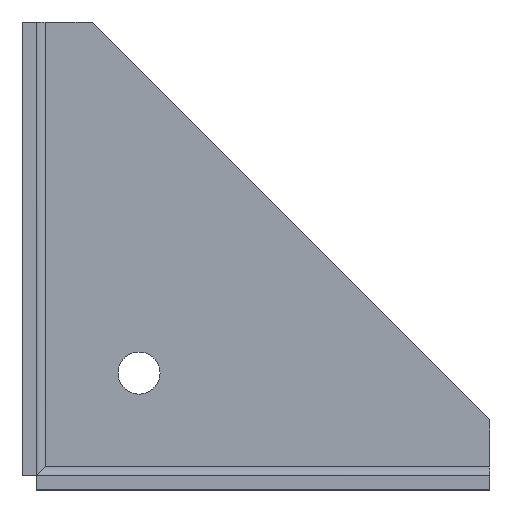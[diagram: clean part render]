
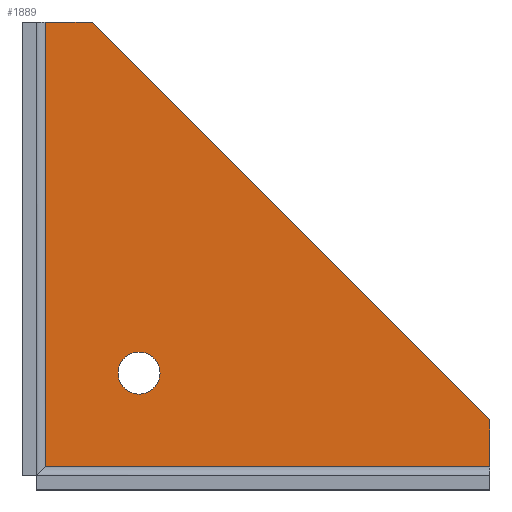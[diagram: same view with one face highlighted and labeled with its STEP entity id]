
A CAD part, top view. The second image highlights one B-rep face of the part: STEP entity #1889.
In plain terms, the highlighted planar face has unit normal (0, 0, 1).
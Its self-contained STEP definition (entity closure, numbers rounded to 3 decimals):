
#41 = AXIS2_PLACEMENT_3D ( 'NONE', #1594, #1476, #1519 ) ;
#109 = EDGE_CURVE ( 'NONE', #569, #453, #2528, .T. ) ;
#117 = CARTESIAN_POINT ( 'NONE',  ( 15., 100., 3. ) ) ;
#122 = DIRECTION ( 'NONE',  ( 1., 0., 0. ) ) ;
#139 = CARTESIAN_POINT ( 'NONE',  ( 0., 100., 3. ) ) ;
#152 = DIRECTION ( 'NONE',  ( 0., 0., -1. ) ) ;
#155 = CARTESIAN_POINT ( 'NONE',  ( 25., 25., 3. ) ) ;
#246 = EDGE_LOOP ( 'NONE', ( #448, #439 ) ) ;
#412 = VERTEX_POINT ( 'NONE', #2143 ) ;
#439 = ORIENTED_EDGE ( 'NONE', *, *, #669, .T. ) ;
#448 = ORIENTED_EDGE ( 'NONE', *, *, #109, .T. ) ;
#453 = VERTEX_POINT ( 'NONE', #1706 ) ;
#491 = ORIENTED_EDGE ( 'NONE', *, *, #764, .T. ) ;
#498 = ORIENTED_EDGE ( 'NONE', *, *, #597, .F. ) ;
#536 = ORIENTED_EDGE ( 'NONE', *, *, #859, .T. ) ;
#569 = VERTEX_POINT ( 'NONE', #2072 ) ;
#597 = EDGE_CURVE ( 'NONE', #774, #412, #2439, .T. ) ;
#656 = ORIENTED_EDGE ( 'NONE', *, *, #770, .T. ) ;
#669 = EDGE_CURVE ( 'NONE', #453, #569, #2235, .T. ) ;
#764 = EDGE_CURVE ( 'NONE', #1676, #412, #2135, .T. ) ;
#767 = EDGE_CURVE ( 'NONE', #1916, #774, #2126, .T. ) ;
#770 = EDGE_CURVE ( 'NONE', #1916, #939, #2119, .T. ) ;
#774 = VERTEX_POINT ( 'NONE', #1649 ) ;
#859 = EDGE_CURVE ( 'NONE', #939, #1676, #1990, .T. ) ;
#872 = AXIS2_PLACEMENT_3D ( 'NONE', #2328, #2326, #2317 ) ;
#923 = AXIS2_PLACEMENT_3D ( 'NONE', #155, #152, #122 ) ;
#939 = VERTEX_POINT ( 'NONE', #1213 ) ;
#1213 = CARTESIAN_POINT ( 'NONE',  ( 100., 15., 3. ) ) ;
#1288 = CARTESIAN_POINT ( 'NONE',  ( 15., 100., 3. ) ) ;
#1306 = CARTESIAN_POINT ( 'NONE',  ( 100., 5., 3. ) ) ;
#1328 = DIRECTION ( 'NONE',  ( -0.707, 0.707, 0. ) ) ;
#1353 = FACE_OUTER_BOUND ( 'NONE', #2187, .T. ) ;
#1362 = FACE_BOUND ( 'NONE', #246, .T. ) ;
#1476 = DIRECTION ( 'NONE',  ( 0., 0., -1. ) ) ;
#1519 = DIRECTION ( 'NONE',  ( -1., 0., 0. ) ) ;
#1562 = PLANE ( 'NONE',  #41 ) ;
#1594 = CARTESIAN_POINT ( 'NONE',  ( 0., 100., 3. ) ) ;
#1644 = DIRECTION ( 'NONE',  ( 0., 1., 0. ) ) ;
#1649 = CARTESIAN_POINT ( 'NONE',  ( 5., 5., 3. ) ) ;
#1676 = VERTEX_POINT ( 'NONE', #117 ) ;
#1683 = CARTESIAN_POINT ( 'NONE',  ( 100., 0., 3. ) ) ;
#1689 = DIRECTION ( 'NONE',  ( -1., 0., 0. ) ) ;
#1706 = CARTESIAN_POINT ( 'NONE',  ( 20.5, 25., 3. ) ) ;
#1745 = DIRECTION ( 'NONE',  ( -1., 0., 0. ) ) ;
#1809 = CARTESIAN_POINT ( 'NONE',  ( 0., 5., 3. ) ) ;
#1889 = ADVANCED_FACE ( 'NONE', ( #1353, #1362 ), #1562, .F. ) ;
#1916 = VERTEX_POINT ( 'NONE', #1306 ) ;
#1953 = CARTESIAN_POINT ( 'NONE',  ( 5., 100., 3. ) ) ;
#1963 = DIRECTION ( 'NONE',  ( 0., 1., 0. ) ) ;
#1984 = VECTOR ( 'NONE', #1328, 1000. ) ;
#1990 = LINE ( 'NONE', #1288, #1984 ) ;
#2072 = CARTESIAN_POINT ( 'NONE',  ( 29.5, 25., 3. ) ) ;
#2110 = VECTOR ( 'NONE', #1644, 1000. ) ;
#2113 = VECTOR ( 'NONE', #1689, 1000. ) ;
#2119 = LINE ( 'NONE', #1683, #2110 ) ;
#2120 = VECTOR ( 'NONE', #1745, 1000. ) ;
#2126 = LINE ( 'NONE', #1809, #2113 ) ;
#2135 = LINE ( 'NONE', #139, #2120 ) ;
#2143 = CARTESIAN_POINT ( 'NONE',  ( 5., 100., 3. ) ) ;
#2187 = EDGE_LOOP ( 'NONE', ( #2601, #656, #536, #491, #498 ) ) ;
#2235 = CIRCLE ( 'NONE', #923, 4.5 ) ;
#2317 = DIRECTION ( 'NONE',  ( 1., 0., 0. ) ) ;
#2326 = DIRECTION ( 'NONE',  ( 0., 0., -1. ) ) ;
#2328 = CARTESIAN_POINT ( 'NONE',  ( 25., 25., 3. ) ) ;
#2399 = VECTOR ( 'NONE', #1963, 1000. ) ;
#2439 = LINE ( 'NONE', #1953, #2399 ) ;
#2528 = CIRCLE ( 'NONE', #872, 4.5 ) ;
#2601 = ORIENTED_EDGE ( 'NONE', *, *, #767, .F. ) ;
